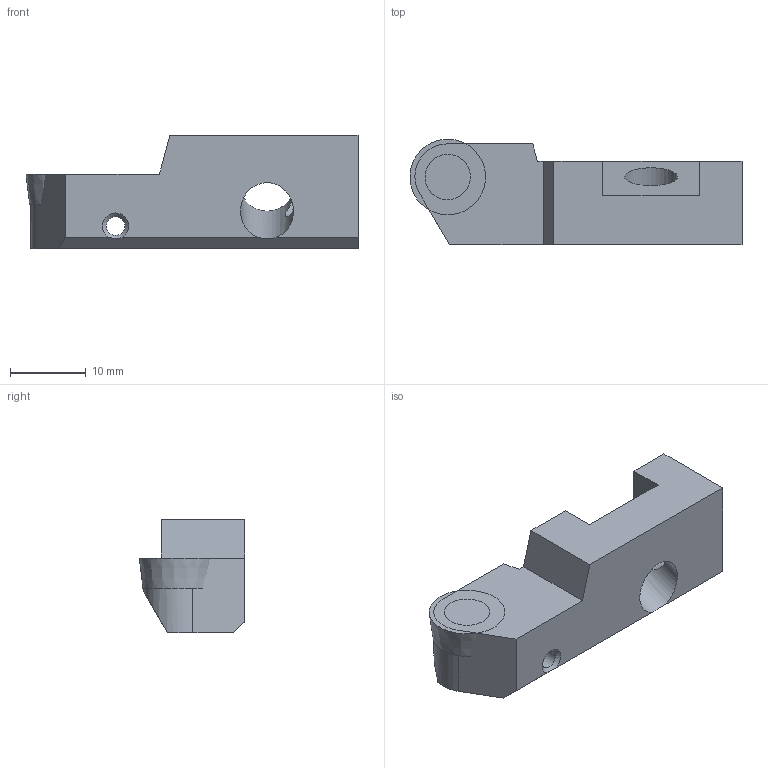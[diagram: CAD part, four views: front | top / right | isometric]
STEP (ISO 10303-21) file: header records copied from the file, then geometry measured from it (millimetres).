
FILE_DESCRIPTION(/* description */ (''),/* implementation_level */ '2;1');
FILE_NAME(/* name */ 'SRSCL10CA10_SIM.stp',/* time_stamp */ '2022-12-08T12:43:13+01:00',/* author */ (''),/* organization */ (''),/* preprocessor_version */ 'ST-DEVELOPER v18.102',/* originating_system */ 'SIEMENS PLM Software NX 2027',/* authorisation */ '');
FILE_SCHEMA (('AUTOMOTIVE_DESIGN { 1 0 10303 214 3 1 1 1 }'));
Length unit declared in the file: millimetre
Products named in the file (1): model1
Bounding box: 43.83 x 13.91 x 15 mm (x, y, z)
Volume: 5301.9 mm3; surface area: 2920.3 mm2
Topology: 2 solids, 2 shells, 29 faces, 79 edges, 52 vertices
Faces by surface type: plane 17, cylinder 7, cone 4, torus 1
Full cylindrical faces by diameter (mm): 2.459 x1, 3.5 x1, 4.4 x1, 5.188 x1, 6 x1, 7 x1
Entity records: 921 total; most frequent: CARTESIAN_POINT 210, DIRECTION 139, ORIENTED_EDGE 124, EDGE_CURVE 62, AXIS2_PLACEMENT_3D 49, EDGE_LOOP 46, VERTEX_POINT 46, LINE 41
